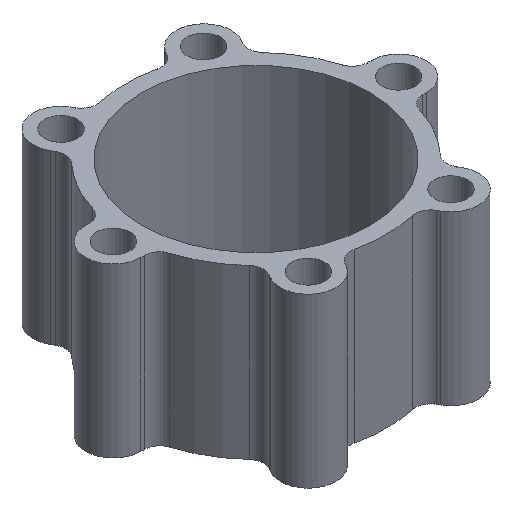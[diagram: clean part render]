
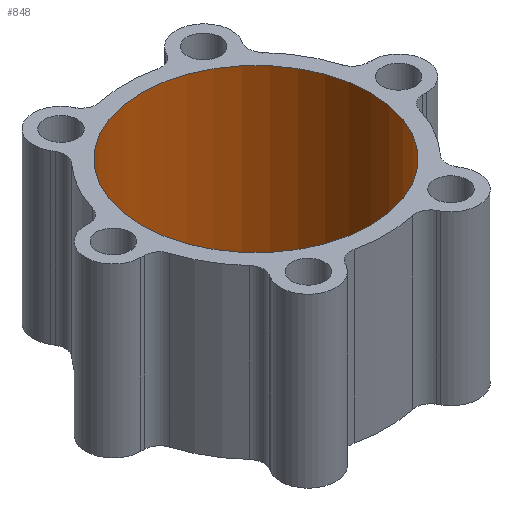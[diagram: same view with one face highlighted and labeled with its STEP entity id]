
A CAD part, isometric view. The second image highlights one B-rep face of the part: STEP entity #848.
In plain terms, the highlighted cylindrical face has radius 17.35 mm (diameter 34.7 mm), a full revolution.
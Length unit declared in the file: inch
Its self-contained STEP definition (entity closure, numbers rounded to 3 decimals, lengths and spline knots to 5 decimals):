
#15=CYLINDRICAL_SURFACE('',#938,0.68307);
#61=FACE_OUTER_BOUND('',#113,.T.);
#113=EDGE_LOOP('',(#618,#619,#620,#621));
#176=LINE('',#1387,#243);
#243=VECTOR('',#1095,0.68307);
#322=CIRCLE('',#931,0.68307);
#329=CIRCLE('',#939,0.68307);
#396=VERTEX_POINT('',#1370);
#403=VERTEX_POINT('',#1385);
#482=EDGE_CURVE('',#396,#396,#322,.T.);
#489=EDGE_CURVE('',#403,#403,#329,.T.);
#490=EDGE_CURVE('',#403,#396,#176,.T.);
#618=ORIENTED_EDGE('',*,*,#489,.F.);
#619=ORIENTED_EDGE('',*,*,#490,.T.);
#620=ORIENTED_EDGE('',*,*,#482,.F.);
#621=ORIENTED_EDGE('',*,*,#490,.F.);
#848=ADVANCED_FACE('',(#61),#15,.F.);
#931=AXIS2_PLACEMENT_3D('',#1371,#1077,#1078);
#938=AXIS2_PLACEMENT_3D('',#1384,#1091,#1092);
#939=AXIS2_PLACEMENT_3D('',#1386,#1093,#1094);
#1077=DIRECTION('center_axis',(0.,0.,-1.));
#1078=DIRECTION('ref_axis',(1.,0.,0.));
#1091=DIRECTION('center_axis',(0.,0.,-1.));
#1092=DIRECTION('ref_axis',(1.,0.,0.));
#1093=DIRECTION('center_axis',(0.,0.,1.));
#1094=DIRECTION('ref_axis',(1.,0.,0.));
#1095=DIRECTION('',(0.,0.,1.));
#1370=CARTESIAN_POINT('',(-0.68307,0.,1.));
#1371=CARTESIAN_POINT('Origin',(0.,0.,
1.));
#1384=CARTESIAN_POINT('Origin',(0.,0.,
0.5));
#1385=CARTESIAN_POINT('',(-0.68307,0.,0.));
#1386=CARTESIAN_POINT('Origin',(0.,0.,
0.));
#1387=CARTESIAN_POINT('',(-0.68307,0.,0.5));
